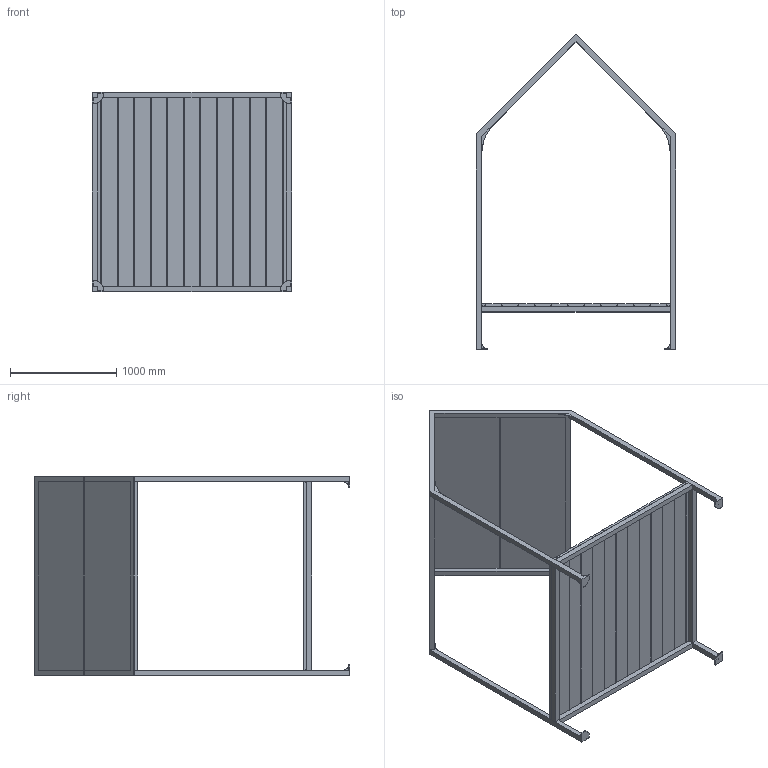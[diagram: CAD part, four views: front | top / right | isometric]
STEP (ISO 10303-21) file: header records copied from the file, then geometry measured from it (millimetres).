
FILE_DESCRIPTION (( 'STEP AP203' ), '1' );
FILE_NAME ('MAISONNETTE PLATEFORME HAUTE_MO-1589-PL-H.STEP', '2022-12-01T16:14:50', ( '' ), ( '' ), 'SwSTEP 2.0', 'SolidWorks 2020', '' );
FILE_SCHEMA (( 'CONFIG_CONTROL_DESIGN' ));
Length unit declared in the file: inch
Products named in the file (1): MAISONNETTE PLATEFORME HAUTE_MO-1589-PL-H
Bounding box: 1879.6 x 2971.8 x 1879.6 mm (x, y, z)
Volume: 162784336.7 mm3; surface area: 23264360.8 mm2
Topology: 22 solids, 22 shells, 214 faces, 498 edges, 326 vertices
Faces by surface type: plane 194, cylinder 20
Entity records: 6023 total; most frequent: CARTESIAN_POINT 1039, ORIENTED_EDGE 996, DIRECTION 968, EDGE_CURVE 498, VECTOR 458, LINE 458, VERTEX_POINT 326, AXIS2_PLACEMENT_3D 255
